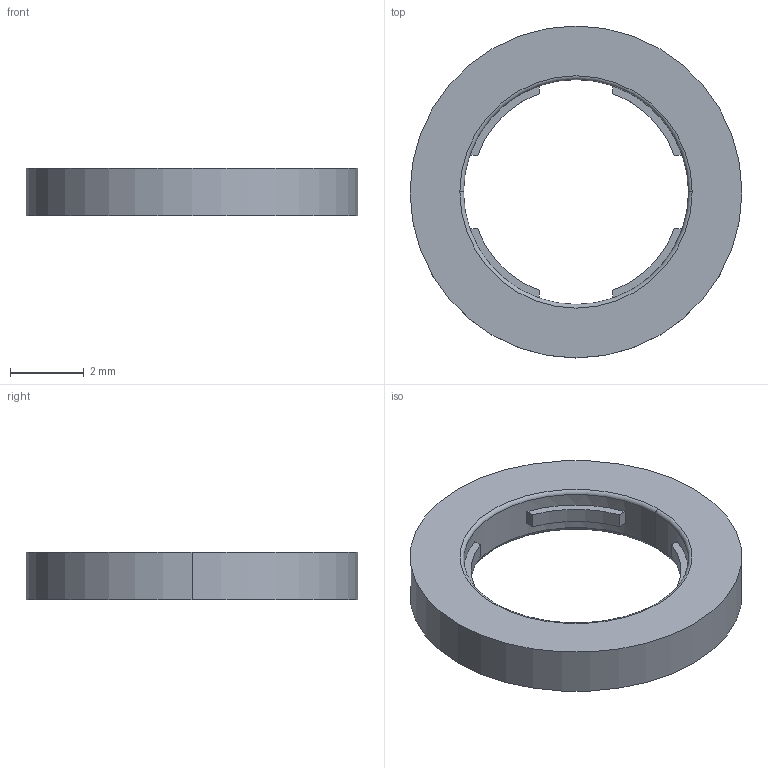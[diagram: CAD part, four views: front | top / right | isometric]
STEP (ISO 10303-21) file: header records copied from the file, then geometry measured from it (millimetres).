
FILE_DESCRIPTION(( 'MP.32.00.M6.STEP' ), '1');
FILE_NAME( 'MP.32.00.M6.STEP', '2018-11-09T15:45:35',( 'Sopra'),('sopra-pneumatic.com'), 'SwSTEP 2.0','SolidWorks 2009','' );
FILE_SCHEMA (( 'AUTOMOTIVE_DESIGN' ));
Length unit declared in the file: millimetre
Products named in the file (1): 016100025B800A
Bounding box: 9 x 9 x 1.3 mm (x, y, z)
Volume: 45.5 mm3; surface area: 133.1 mm2
Topology: 1 solids, 1 shells, 30 faces, 68 edges, 44 vertices
Faces by surface type: plane 18, cylinder 8, torus 4
Entity records: 890 total; most frequent: DIRECTION 162, CARTESIAN_POINT 143, ORIENTED_EDGE 136, EDGE_CURVE 68, AXIS2_PLACEMENT_3D 63, VERTEX_POINT 44, VECTOR 36, LINE 36
